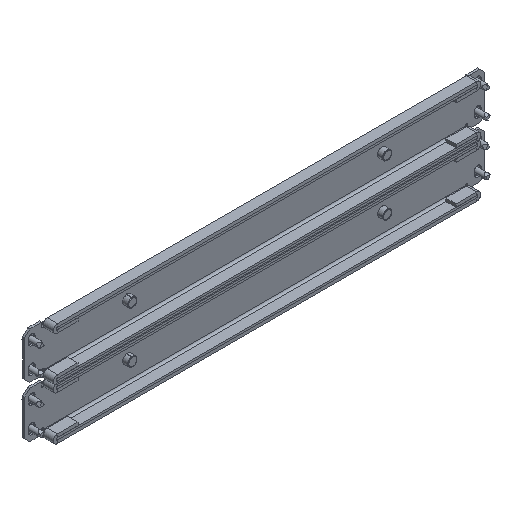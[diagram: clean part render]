
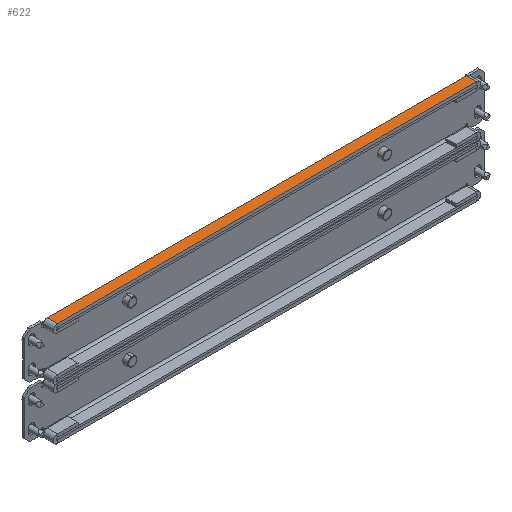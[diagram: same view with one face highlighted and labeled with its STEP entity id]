
A CAD part, isometric view. The second image highlights one B-rep face of the part: STEP entity #622.
In plain terms, the highlighted face is planar.
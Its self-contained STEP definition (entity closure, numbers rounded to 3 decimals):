
#262 = DIRECTION ( 'NONE',  ( 1., 0., 0. ) ) ;
#622 = ADVANCED_FACE ( 'NONE', ( #1502 ), #3778, .T. ) ;
#682 = VERTEX_POINT ( 'NONE', #5037 ) ;
#879 = LINE ( 'NONE', #4570, #2487 ) ;
#975 = LINE ( 'NONE', #2390, #1991 ) ;
#994 = VECTOR ( 'NONE', #262, 1000. ) ;
#1119 = CARTESIAN_POINT ( 'NONE',  ( -5., -3., -204. ) ) ;
#1127 = VERTEX_POINT ( 'NONE', #1119 ) ;
#1502 = FACE_OUTER_BOUND ( 'NONE', #4252, .T. ) ;
#1601 = CARTESIAN_POINT ( 'NONE',  ( -5., -3., -204. ) ) ;
#1909 = EDGE_CURVE ( 'NONE', #1127, #682, #879, .T. ) ;
#1974 = DIRECTION ( 'NONE',  ( 0., 0., 1. ) ) ;
#1991 = VECTOR ( 'NONE', #1974, 1000. ) ;
#2037 = DIRECTION ( 'NONE',  ( 1., 0., 0. ) ) ;
#2042 = DIRECTION ( 'NONE',  ( 0., 0., 1. ) ) ;
#2198 = LINE ( 'NONE', #2746, #4102 ) ;
#2390 = CARTESIAN_POINT ( 'NONE',  ( 5., -3., -204. ) ) ;
#2422 = CARTESIAN_POINT ( 'NONE',  ( -5., -3., 204. ) ) ;
#2487 = VECTOR ( 'NONE', #2042, 1000. ) ;
#2497 = DIRECTION ( 'NONE',  ( 0., -1., 0. ) ) ;
#2540 = EDGE_CURVE ( 'NONE', #682, #2545, #2929, .T. ) ;
#2545 = VERTEX_POINT ( 'NONE', #5356 ) ;
#2659 = CARTESIAN_POINT ( 'NONE',  ( 5., -3., -204. ) ) ;
#2746 = CARTESIAN_POINT ( 'NONE',  ( -5., -3., -204. ) ) ;
#2929 = LINE ( 'NONE', #2422, #994 ) ;
#3064 = ORIENTED_EDGE ( 'NONE', *, *, #4275, .T. ) ;
#3486 = VERTEX_POINT ( 'NONE', #2659 ) ;
#3567 = EDGE_CURVE ( 'NONE', #1127, #3486, #2198, .T. ) ;
#3686 = AXIS2_PLACEMENT_3D ( 'NONE', #1601, #2497, #2037 ) ;
#3778 = PLANE ( 'NONE',  #3686 ) ;
#3902 = ORIENTED_EDGE ( 'NONE', *, *, #1909, .F. ) ;
#4102 = VECTOR ( 'NONE', #5289, 1000. ) ;
#4252 = EDGE_LOOP ( 'NONE', ( #4760, #3902, #4880, #3064 ) ) ;
#4275 = EDGE_CURVE ( 'NONE', #3486, #2545, #975, .T. ) ;
#4570 = CARTESIAN_POINT ( 'NONE',  ( -5., -3., -204. ) ) ;
#4760 = ORIENTED_EDGE ( 'NONE', *, *, #2540, .F. ) ;
#4880 = ORIENTED_EDGE ( 'NONE', *, *, #3567, .T. ) ;
#5037 = CARTESIAN_POINT ( 'NONE',  ( -5., -3., 204. ) ) ;
#5289 = DIRECTION ( 'NONE',  ( 1., 0., 0. ) ) ;
#5356 = CARTESIAN_POINT ( 'NONE',  ( 5., -3., 204. ) ) ;
